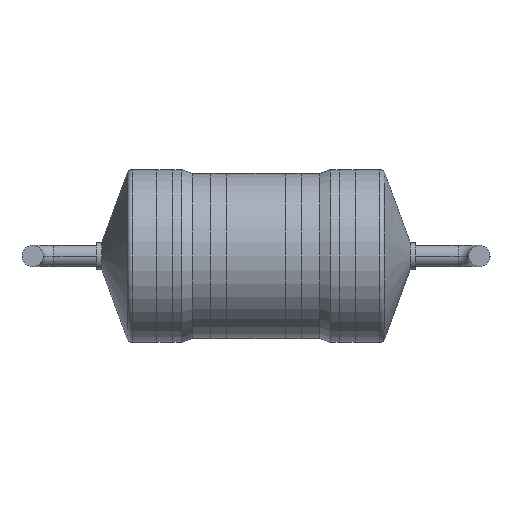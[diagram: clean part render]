
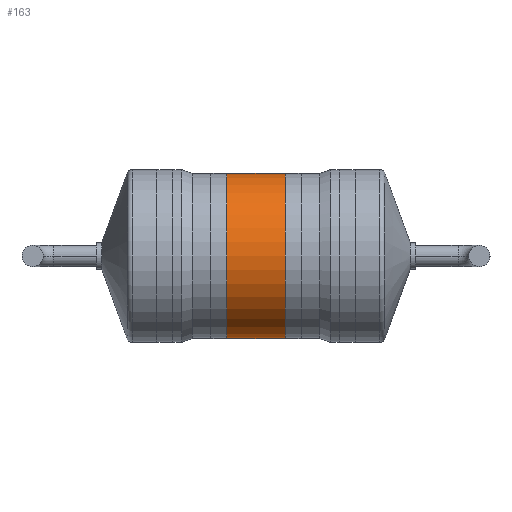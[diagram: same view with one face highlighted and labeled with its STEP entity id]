
A CAD part, front view. The second image highlights one B-rep face of the part: STEP entity #163.
In plain terms, the highlighted cylindrical face has radius 3.104 mm (diameter 6.209 mm), a partial arc.
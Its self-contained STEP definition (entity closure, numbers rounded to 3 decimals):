
#4 = EDGE_CURVE ( 'NONE', #2144, #1934, #1640, .T. ) ;
#97 = DIRECTION ( 'NONE',  ( 0., 0., -1. ) ) ;
#163 = ADVANCED_FACE ( 'NONE', ( #1940 ), #956, .T. ) ;
#442 = DIRECTION ( 'NONE',  ( 0., 0., -1. ) ) ;
#488 = EDGE_CURVE ( 'NONE', #1123, #978, #1536, .T. ) ;
#504 = CARTESIAN_POINT ( 'NONE',  ( 1.099, 3.25, -3.104 ) ) ;
#656 = EDGE_CURVE ( 'NONE', #2144, #1123, #684, .T. ) ;
#658 = CARTESIAN_POINT ( 'NONE',  ( 1.099, 3.25, 0. ) ) ;
#680 = CARTESIAN_POINT ( 'NONE',  ( 6., 3.25, -3.104 ) ) ;
#684 = LINE ( 'NONE', #680, #2094 ) ;
#805 = CARTESIAN_POINT ( 'NONE',  ( 6., 3.25, 3.104 ) ) ;
#885 = ORIENTED_EDGE ( 'NONE', *, *, #2001, .F. ) ;
#956 = CYLINDRICAL_SURFACE ( 'NONE', #1843, 3.104 ) ;
#978 = VERTEX_POINT ( 'NONE', #1543 ) ;
#1041 = DIRECTION ( 'NONE',  ( -1., 0., 0. ) ) ;
#1092 = DIRECTION ( 'NONE',  ( 0., 0., 1. ) ) ;
#1096 = AXIS2_PLACEMENT_3D ( 'NONE', #658, #1924, #442 ) ;
#1123 = VERTEX_POINT ( 'NONE', #504 ) ;
#1177 = VECTOR ( 'NONE', #1527, 1000. ) ;
#1430 = CARTESIAN_POINT ( 'NONE',  ( -1.099, 3.25, 0. ) ) ;
#1494 = ORIENTED_EDGE ( 'NONE', *, *, #656, .T. ) ;
#1527 = DIRECTION ( 'NONE',  ( 1., 0., 0. ) ) ;
#1536 = CIRCLE ( 'NONE', #1096, 3.104 ) ;
#1543 = CARTESIAN_POINT ( 'NONE',  ( 1.099, 3.25, 3.104 ) ) ;
#1554 = CARTESIAN_POINT ( 'NONE',  ( -1.099, 3.25, 3.104 ) ) ;
#1640 = CIRCLE ( 'NONE', #2211, 3.104 ) ;
#1653 = CARTESIAN_POINT ( 'NONE',  ( -1.099, 3.25, -3.104 ) ) ;
#1843 = AXIS2_PLACEMENT_3D ( 'NONE', #2168, #2186, #1092 ) ;
#1924 = DIRECTION ( 'NONE',  ( -1., 0., 0. ) ) ;
#1934 = VERTEX_POINT ( 'NONE', #1554 ) ;
#1940 = FACE_OUTER_BOUND ( 'NONE', #2244, .T. ) ;
#2001 = EDGE_CURVE ( 'NONE', #1934, #978, #2108, .T. ) ;
#2094 = VECTOR ( 'NONE', #2166, 1000. ) ;
#2104 = ORIENTED_EDGE ( 'NONE', *, *, #4, .F. ) ;
#2108 = LINE ( 'NONE', #805, #1177 ) ;
#2144 = VERTEX_POINT ( 'NONE', #1653 ) ;
#2166 = DIRECTION ( 'NONE',  ( 1., 0., 0. ) ) ;
#2168 = CARTESIAN_POINT ( 'NONE',  ( 6., 3.25, 0. ) ) ;
#2186 = DIRECTION ( 'NONE',  ( 1., 0., 0. ) ) ;
#2211 = AXIS2_PLACEMENT_3D ( 'NONE', #1430, #1041, #97 ) ;
#2244 = EDGE_LOOP ( 'NONE', ( #2104, #1494, #2401, #885 ) ) ;
#2401 = ORIENTED_EDGE ( 'NONE', *, *, #488, .T. ) ;
